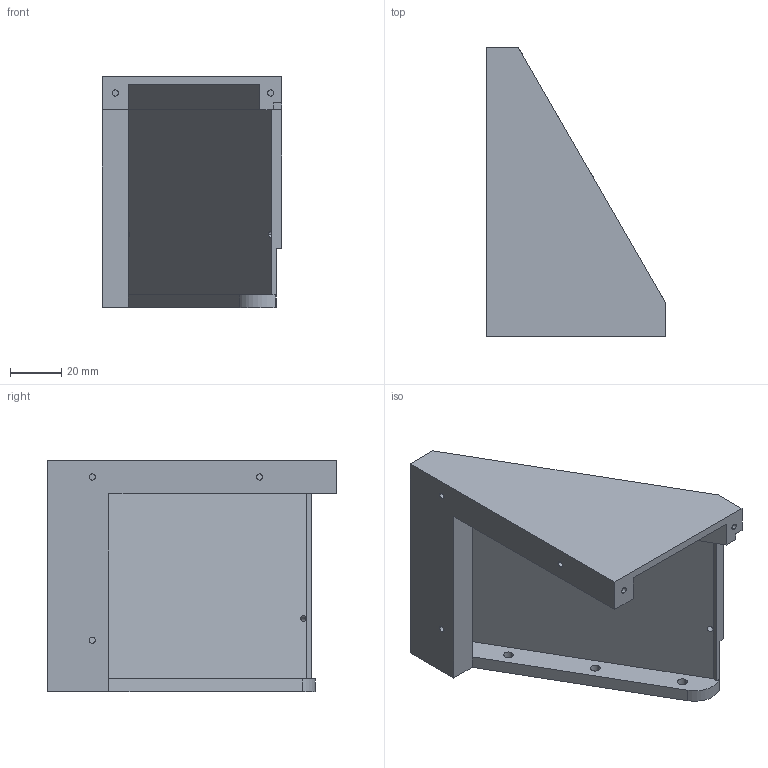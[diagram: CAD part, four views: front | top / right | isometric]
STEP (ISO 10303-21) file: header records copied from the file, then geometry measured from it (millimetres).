
FILE_DESCRIPTION (( 'STEP AP214' ), '1' );
FILE_NAME ('screen_support_sx.STEP', '2022-01-18T08:52:31', ( '' ), ( '' ), 'SwSTEP 2.0', 'SolidWorks 2017', '' );
FILE_SCHEMA (( 'AUTOMOTIVE_DESIGN' ));
Length unit declared in the file: millimetre
Products named in the file (1): screen_support_sx
Bounding box: 70 x 112.59 x 90 mm (x, y, z)
Volume: 71561 mm3; surface area: 42003.3 mm2
Topology: 1 solids, 1 shells, 62 faces, 163 edges, 107 vertices
Faces by surface type: plane 35, cylinder 27
Entity records: 1985 total; most frequent: CARTESIAN_POINT 345, DIRECTION 341, ORIENTED_EDGE 326, EDGE_CURVE 163, AXIS2_PLACEMENT_3D 119, VERTEX_POINT 107, VECTOR 103, LINE 103
